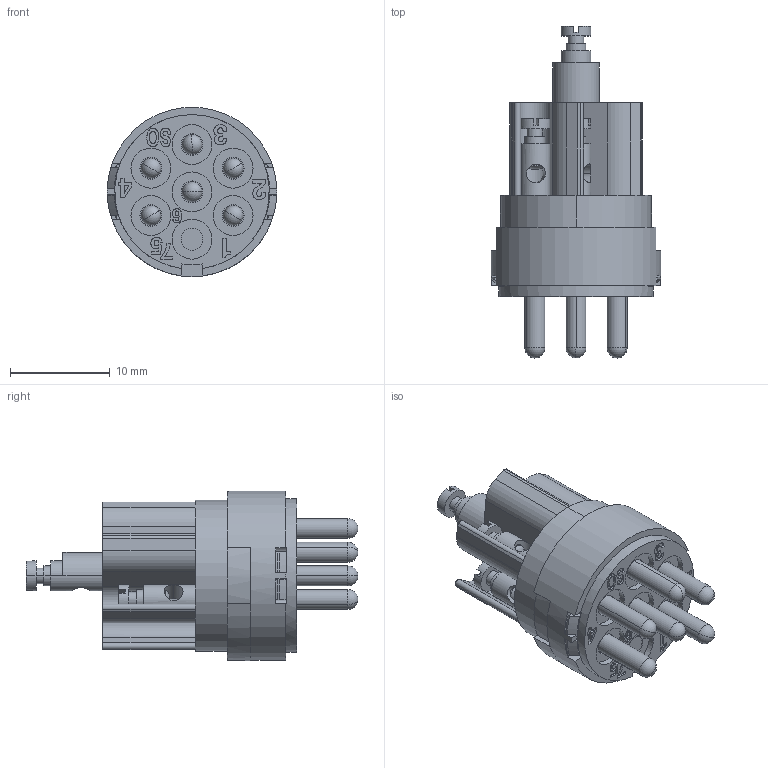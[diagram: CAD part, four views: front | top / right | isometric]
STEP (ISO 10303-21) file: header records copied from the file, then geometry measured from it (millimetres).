
FILE_DESCRIPTION((''),'2;1');
FILE_NAME('MANIFOLD_SOLID_BREP_22095_1','2017-07-17T',('tc.chen'),(''),'PRO/ENGINEER BY PARAMETRIC TECHNOLOGY CORPORATION, 2012480','PRO/ENGINEER BY PARAMETRIC TECHNOLOGY CORPORATION, 2012480','');
FILE_SCHEMA(('AUTOMOTIVE_DESIGN { 1 0 10303 214 1 1 1 1 }'));
Length unit declared in the file: millimetre
Products named in the file (1): MANIFOLD_SOLID_BREP_22095_1
Bounding box: 17 x 33.3 x 16.96 mm (x, y, z)
Volume: 2844.7 mm3; surface area: 4831.8 mm2
Topology: 1 solids, 3 shells, 951 faces, 2676 edges, 1777 vertices
Faces by surface type: plane 349, cylinder 259, extrusion 245, cone 46, torus 28, sphere 24
Entity records: 34609 total; most frequent: CARTESIAN_POINT 8652, ORIENTED_EDGE 5304, DIRECTION 4573, EDGE_CURVE 2652, VERTEX_POINT 1777, AXIS2_PLACEMENT_3D 1554, VECTOR 1465, LINE 1220
